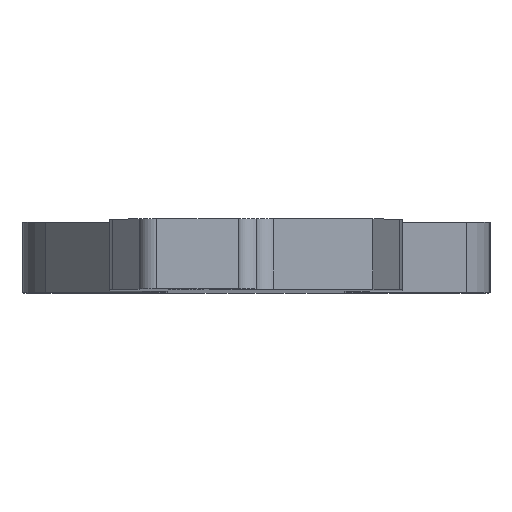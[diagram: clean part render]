
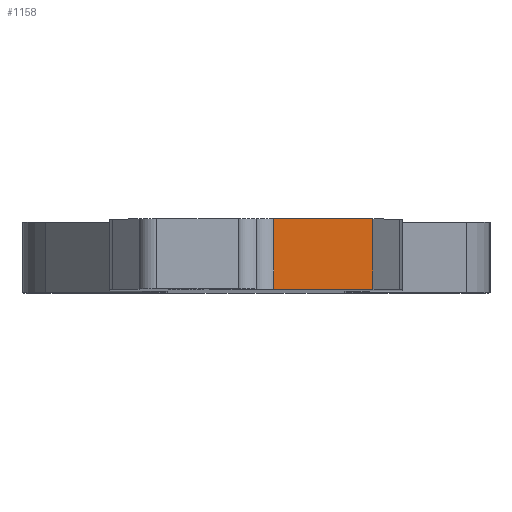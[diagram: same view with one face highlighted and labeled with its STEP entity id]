
A CAD part, top view. The second image highlights one B-rep face of the part: STEP entity #1158.
In plain terms, the highlighted planar face has unit normal (0, 0, 1).
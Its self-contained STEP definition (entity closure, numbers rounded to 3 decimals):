
#78=PLANE('',#1293);
#133=FACE_OUTER_BOUND('',#206,.T.);
#206=EDGE_LOOP('',(#1068,#1069,#1070,#1071));
#223=LINE('',#1745,#324);
#238=LINE('',#1806,#339);
#240=LINE('',#1810,#341);
#308=LINE('',#1995,#409);
#324=VECTOR('',#1369,10.);
#339=VECTOR('',#1422,10.);
#341=VECTOR('',#1426,10.);
#409=VECTOR('',#1638,10.);
#518=VERTEX_POINT('',#1742);
#519=VERTEX_POINT('',#1744);
#546=VERTEX_POINT('',#1803);
#547=VERTEX_POINT('',#1809);
#627=EDGE_CURVE('',#518,#519,#223,.T.);
#658=EDGE_CURVE('',#546,#519,#238,.T.);
#660=EDGE_CURVE('',#546,#547,#240,.T.);
#753=EDGE_CURVE('',#547,#518,#308,.T.);
#1068=ORIENTED_EDGE('',*,*,#627,.F.);
#1069=ORIENTED_EDGE('',*,*,#753,.F.);
#1070=ORIENTED_EDGE('',*,*,#660,.F.);
#1071=ORIENTED_EDGE('',*,*,#658,.T.);
#1158=ADVANCED_FACE('',(#133),#78,.T.);
#1293=AXIS2_PLACEMENT_3D('',#1996,#1639,#1640);
#1369=DIRECTION('',(-1.,0.,0.));
#1422=DIRECTION('',(0.,-1.,0.));
#1426=DIRECTION('',(1.,0.,0.));
#1638=DIRECTION('',(0.,-1.,0.));
#1639=DIRECTION('center_axis',(0.,0.,1.));
#1640=DIRECTION('ref_axis',(1.,0.,0.));
#1742=CARTESIAN_POINT('',(10.,0.,171.871));
#1744=CARTESIAN_POINT('',(1.5,0.,171.871));
#1745=CARTESIAN_POINT('',(0.75,0.,171.871));
#1803=CARTESIAN_POINT('',(1.5,6.,171.871));
#1806=CARTESIAN_POINT('',(1.5,6.,171.871));
#1809=CARTESIAN_POINT('',(10.,6.,171.871));
#1810=CARTESIAN_POINT('',(0.75,6.,171.871));
#1995=CARTESIAN_POINT('',(10.,6.,171.871));
#1996=CARTESIAN_POINT('Origin',(2.,0.,171.871));
